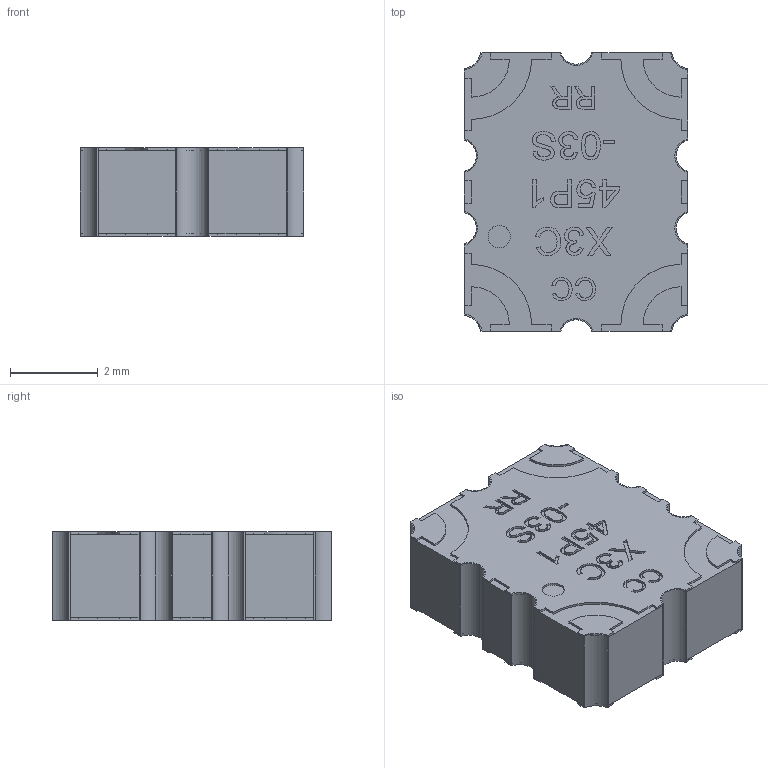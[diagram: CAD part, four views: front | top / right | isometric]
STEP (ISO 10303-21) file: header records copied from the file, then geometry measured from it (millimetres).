
FILE_DESCRIPTION (( 'STEP AP203' ), '1' );
FILE_NAME ('X3C45P1-03S.STEP', '2023-12-20T14:42:32', ( '' ), ( '' ), 'SwSTEP 2.0', 'SolidWorks 2023', '' );
FILE_SCHEMA (( 'CONFIG_CONTROL_DESIGN' ));
Length unit declared in the file: inch
Products named in the file (1): X3C45P1-03S
Bounding box: 5.08 x 6.35 x 2.01 mm (x, y, z)
Volume: 61.6 mm3; surface area: 243.9 mm2
Topology: 26 solids, 26 shells, 485 faces, 1299 edges, 866 vertices
Faces by surface type: plane 300, bspline 113, cylinder 72
Entity records: 20656 total; most frequent: CARTESIAN_POINT 9044, ORIENTED_EDGE 2598, DIRECTION 1963, EDGE_CURVE 1299, LINE 929, VECTOR 929, VERTEX_POINT 866, EDGE_LOOP 519
